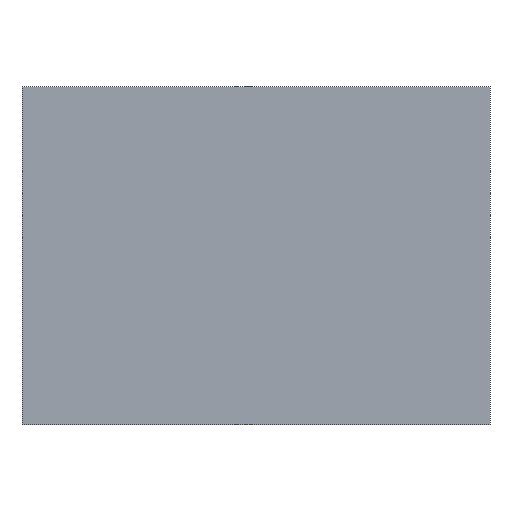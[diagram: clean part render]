
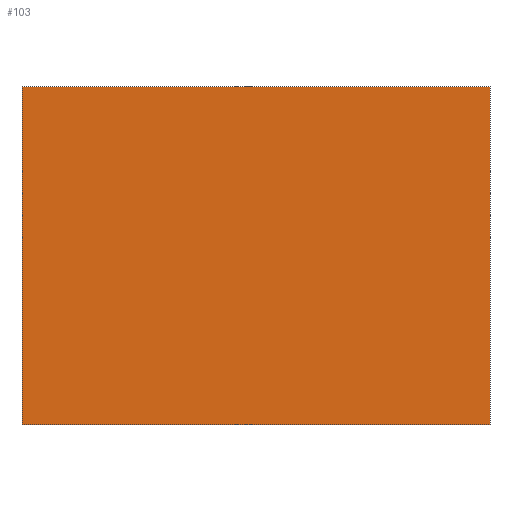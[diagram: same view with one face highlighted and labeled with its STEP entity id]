
A CAD part, front view. The second image highlights one B-rep face of the part: STEP entity #103.
In plain terms, the highlighted planar face has unit normal (0, -1, 0).
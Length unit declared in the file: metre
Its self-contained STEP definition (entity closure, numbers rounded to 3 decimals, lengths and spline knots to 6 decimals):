
#32=ORIENTED_EDGE('',*,*,#36,.T.);
#33=ORIENTED_EDGE('',*,*,#46,.T.);
#34=ORIENTED_EDGE('',*,*,#43,.F.);
#35=ORIENTED_EDGE('',*,*,#40,.F.);
#36=EDGE_CURVE('',#48,#49,#56,.T.);
#40=EDGE_CURVE('',#48,#52,#60,.T.);
#43=EDGE_CURVE('',#52,#54,#63,.T.);
#46=EDGE_CURVE('',#49,#54,#66,.T.);
#48=VERTEX_POINT('',#154);
#49=VERTEX_POINT('',#155);
#52=VERTEX_POINT('',#163);
#54=VERTEX_POINT('',#169);
#56=LINE('',#153,#68);
#60=LINE('',#162,#72);
#63=LINE('',#168,#75);
#66=LINE('',#174,#78);
#68=VECTOR('',#129,1.);
#72=VECTOR('',#135,1.);
#75=VECTOR('',#140,1.);
#78=VECTOR('',#145,1.);
#85=EDGE_LOOP('',(#32,#33,#34,#35));
#91=FACE_BOUND('',#85,.T.);
#97=PLANE('',#124);
#103=ADVANCED_FACE('',(#91),#97,.F.);
#124=AXIS2_PLACEMENT_3D('',#177,#149,#150);
#129=DIRECTION('',(0.,0.,-1.));
#135=DIRECTION('',(1.,0.,0.));
#140=DIRECTION('',(0.,0.,-1.));
#145=DIRECTION('',(1.,0.,0.));
#149=DIRECTION('',(0.,1.,0.));
#150=DIRECTION('',(-1.,0.,0.));
#153=CARTESIAN_POINT('',(-0.09,0.,0.));
#154=CARTESIAN_POINT('',(-0.09,0.,0.065));
#155=CARTESIAN_POINT('',(-0.09,0.,-0.065));
#162=CARTESIAN_POINT('',(0.,0.,0.065));
#163=CARTESIAN_POINT('',(0.09,0.,0.065));
#168=CARTESIAN_POINT('',(0.09,0.,0.));
#169=CARTESIAN_POINT('',(0.09,0.,-0.065));
#174=CARTESIAN_POINT('',(0.,0.,-0.065));
#177=CARTESIAN_POINT('',(0.,0.,0.));
